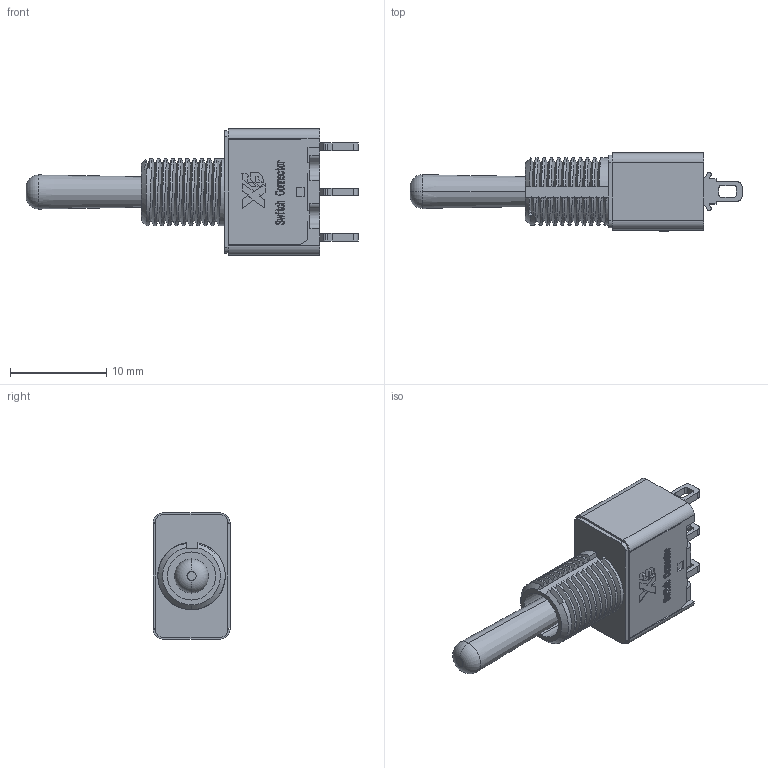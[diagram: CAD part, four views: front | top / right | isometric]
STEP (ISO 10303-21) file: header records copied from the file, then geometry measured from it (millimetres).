
FILE_DESCRIPTION(('STEP AP242'),'1');
FILE_NAME('xb-mt-0-102-a101-m200-rs.stp','2025-02-07T04:43:25',('TraceParts'),('TraceParts S.A.'),'Spatial InterOp 3D',' ',' ');
FILE_SCHEMA(('AP242_MANAGED_MODEL_BASED_3D_ENGINEERING_MIM_LF {1 0 10303 442 1 1 4}'));
Length unit declared in the file: millimetre
Products named in the file (1): xb-mt-0-102-a101-m200-rs_1
Bounding box: 34.5 x 8.1 x 13.1 mm (x, y, z)
Volume: 1351.8 mm3; surface area: 1628.2 mm2
Topology: 2 solids, 2 shells, 989 faces, 2771 edges, 1833 vertices
Faces by surface type: plane 567, bspline 298, cylinder 118, cone 4, torus 2
Entity records: 47427 total; most frequent: CARTESIAN_POINT 24035, ORIENTED_EDGE 5542, DIRECTION 3677, EDGE_CURVE 2771, LINE 1879, VECTOR 1879, VERTEX_POINT 1833, EDGE_LOOP 1046
